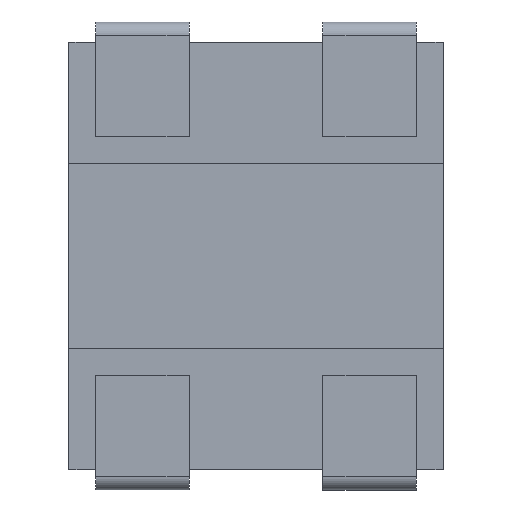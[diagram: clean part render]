
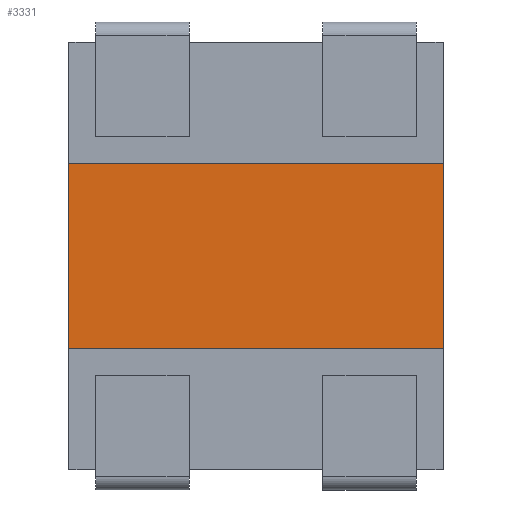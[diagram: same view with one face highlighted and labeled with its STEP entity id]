
A CAD part, front view. The second image highlights one B-rep face of the part: STEP entity #3331.
In plain terms, the highlighted planar face has unit normal (0, -1, 0).
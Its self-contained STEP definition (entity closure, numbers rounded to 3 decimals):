
#28 = ORIENTED_EDGE ( 'NONE', *, *, #1270, .F. ) ;
#265 = LINE ( 'NONE', #3529, #3026 ) ;
#340 = EDGE_CURVE ( 'NONE', #4136, #1338, #984, .T. ) ;
#387 = CARTESIAN_POINT ( 'NONE',  ( 0.262, 0., -1.39 ) ) ;
#647 = CARTESIAN_POINT ( 'NONE',  ( 0.262, 0., -1.39 ) ) ;
#663 = VECTOR ( 'NONE', #727, 1000. ) ;
#727 = DIRECTION ( 'NONE',  ( -1., 0., 0. ) ) ;
#919 = ORIENTED_EDGE ( 'NONE', *, *, #340, .F. ) ;
#984 = LINE ( 'NONE', #1465, #2173 ) ;
#1078 = CARTESIAN_POINT ( 'NONE',  ( -2.538, 0., -1.39 ) ) ;
#1095 = CARTESIAN_POINT ( 'NONE',  ( 0.262, 0., -0.01 ) ) ;
#1270 = EDGE_CURVE ( 'NONE', #1550, #4136, #265, .T. ) ;
#1338 = VERTEX_POINT ( 'NONE', #1095 ) ;
#1465 = CARTESIAN_POINT ( 'NONE',  ( -2.538, 0., -0.01 ) ) ;
#1550 = VERTEX_POINT ( 'NONE', #3987 ) ;
#1597 = ORIENTED_EDGE ( 'NONE', *, *, #4352, .F. ) ;
#1659 = PLANE ( 'NONE',  #4028 ) ;
#2042 = DIRECTION ( 'NONE',  ( 0., 0., -1. ) ) ;
#2131 = CARTESIAN_POINT ( 'NONE',  ( 0., 0., 0. ) ) ;
#2173 = VECTOR ( 'NONE', #3272, 1000. ) ;
#2174 = LINE ( 'NONE', #1078, #663 ) ;
#2363 = ORIENTED_EDGE ( 'NONE', *, *, #3398, .F. ) ;
#2454 = DIRECTION ( 'NONE',  ( 0., 0., 1. ) ) ;
#2627 = VECTOR ( 'NONE', #2042, 1000. ) ;
#2768 = DIRECTION ( 'NONE',  ( 0., 0., 1. ) ) ;
#2836 = LINE ( 'NONE', #647, #2627 ) ;
#2874 = CARTESIAN_POINT ( 'NONE',  ( -2.538, 0., -0.01 ) ) ;
#3026 = VECTOR ( 'NONE', #2454, 1000. ) ;
#3272 = DIRECTION ( 'NONE',  ( 1., 0., 0. ) ) ;
#3331 = ADVANCED_FACE ( 'NONE', ( #3917 ), #1659, .F. ) ;
#3365 = VERTEX_POINT ( 'NONE', #387 ) ;
#3398 = EDGE_CURVE ( 'NONE', #3365, #1550, #2174, .T. ) ;
#3504 = DIRECTION ( 'NONE',  ( 0., 1., 0. ) ) ;
#3529 = CARTESIAN_POINT ( 'NONE',  ( -2.538, 0., -1.39 ) ) ;
#3917 = FACE_OUTER_BOUND ( 'NONE', #4249, .T. ) ;
#3987 = CARTESIAN_POINT ( 'NONE',  ( -2.538, 0., -1.39 ) ) ;
#4028 = AXIS2_PLACEMENT_3D ( 'NONE', #2131, #3504, #2768 ) ;
#4136 = VERTEX_POINT ( 'NONE', #2874 ) ;
#4249 = EDGE_LOOP ( 'NONE', ( #28, #2363, #1597, #919 ) ) ;
#4352 = EDGE_CURVE ( 'NONE', #1338, #3365, #2836, .T. ) ;
